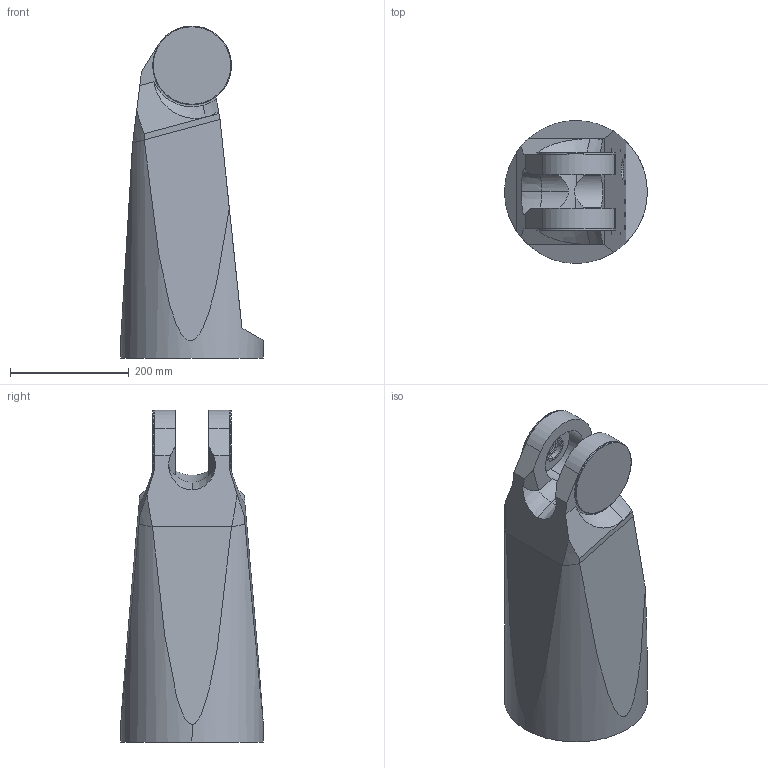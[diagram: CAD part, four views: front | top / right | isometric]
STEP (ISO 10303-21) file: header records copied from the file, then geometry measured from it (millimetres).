
FILE_DESCRIPTION((''), '1');
FILE_NAME('^14664 ', '2004-06-15T17:08:39+00:00', (''), (''), 'CATIA.STEP INTERFACE', 'CATIA SOLUTIONS V4 RELEASE 2.4 FR 4.2.4', '');
FILE_SCHEMA(('AUTOMOTIVE_DESIGN { 1 2 10303 214 0 1 1 1 }'));
Length unit declared in the file: millimetre
Products named in the file (1): *MASTER
Bounding box: 240 x 240 x 558.69 mm (x, y, z)
Volume: 15471343.5 mm3; surface area: 469092.4 mm2
Topology: 1 solids, 1 shells, 122 faces, 287 edges, 201 vertices
Faces by surface type: cylinder 56, plane 46, torus 12, cone 8
Entity records: 3537 total; most frequent: CARTESIAN_POINT 797, ORIENTED_EDGE 570, DIRECTION 565, EDGE_CURVE 285, AXIS2_PLACEMENT_3D 241, VERTEX_POINT 185, EDGE_LOOP 142, CIRCLE 132
